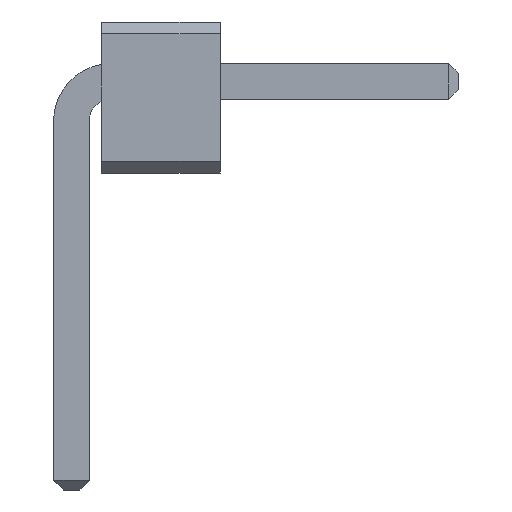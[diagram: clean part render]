
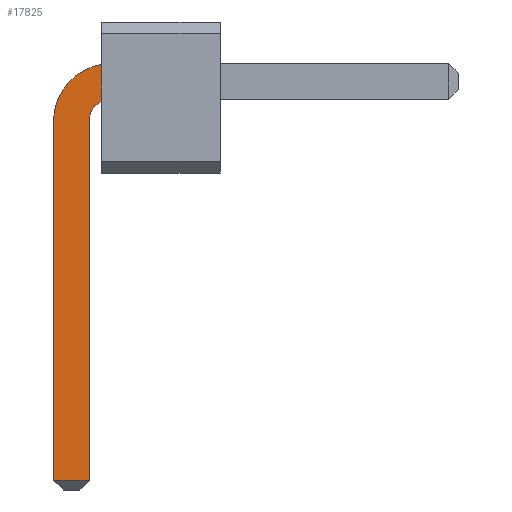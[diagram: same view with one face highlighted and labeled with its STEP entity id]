
A CAD part, front view. The second image highlights one B-rep face of the part: STEP entity #17825.
In plain terms, the highlighted planar face has unit normal (0, -1, 0).
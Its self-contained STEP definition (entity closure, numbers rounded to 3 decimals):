
#6000 = VERTEX_POINT('',#6001);
#6001 = CARTESIAN_POINT('',(0.25,-35.15,0.779));
#6007 = EDGE_CURVE('',#6000,#6008,#6010,.T.);
#6008 = VERTEX_POINT('',#6009);
#6009 = CARTESIAN_POINT('',(0.25,-35.15,0.467));
#6010 = LINE('',#6011,#6012);
#6011 = CARTESIAN_POINT('',(0.25,-35.15,0.1));
#6012 = VECTOR('',#6013,1.);
#6013 = DIRECTION('',(0.,0.,-1.));
#17806 = EDGE_CURVE('',#6008,#17807,#17809,.T.);
#17807 = VERTEX_POINT('',#17808);
#17808 = CARTESIAN_POINT('',(0.15,-35.15,0.335));
#17809 = CIRCLE('',#17810,0.194);
#17810 = AXIS2_PLACEMENT_3D('',#17811,#17812,#17813);
#17811 = CARTESIAN_POINT('',(0.34,-35.15,0.295));
#17812 = DIRECTION('',(0.,-1.,0.));
#17813 = DIRECTION('',(-0.207,0.,0.978
));
#17825 = ADVANCED_FACE('',(#17826),#17861,.F.);
#17826 = FACE_BOUND('',#17827,.F.);
#17827 = EDGE_LOOP('',(#17828,#17829,#17830,#17838,#17846,#17854));
#17828 = ORIENTED_EDGE('',*,*,#6007,.T.);
#17829 = ORIENTED_EDGE('',*,*,#17806,.T.);
#17830 = ORIENTED_EDGE('',*,*,#17831,.T.);
#17831 = EDGE_CURVE('',#17807,#17832,#17834,.T.);
#17832 = VERTEX_POINT('',#17833);
#17833 = CARTESIAN_POINT('',(0.15,-35.15,-2.72));
#17834 = LINE('',#17835,#17836);
#17835 = CARTESIAN_POINT('',(0.15,-35.15,0.335));
#17836 = VECTOR('',#17837,1.);
#17837 = DIRECTION('',(0.,0.,-1.));
#17838 = ORIENTED_EDGE('',*,*,#17839,.T.);
#17839 = EDGE_CURVE('',#17832,#17840,#17842,.T.);
#17840 = VERTEX_POINT('',#17841);
#17841 = CARTESIAN_POINT('',(-0.15,-35.15,-2.72));
#17842 = LINE('',#17843,#17844);
#17843 = CARTESIAN_POINT('',(0.15,-35.15,-2.72));
#17844 = VECTOR('',#17845,1.);
#17845 = DIRECTION('',(-1.,0.,0.));
#17846 = ORIENTED_EDGE('',*,*,#17847,.T.);
#17847 = EDGE_CURVE('',#17840,#17848,#17850,.T.);
#17848 = VERTEX_POINT('',#17849);
#17849 = CARTESIAN_POINT('',(-0.15,-35.15,0.335));
#17850 = LINE('',#17851,#17852);
#17851 = CARTESIAN_POINT('',(-0.15,-35.15,-2.8));
#17852 = VECTOR('',#17853,1.);
#17853 = DIRECTION('',(0.,0.,1.));
#17854 = ORIENTED_EDGE('',*,*,#17855,.T.);
#17855 = EDGE_CURVE('',#17848,#6000,#17856,.T.);
#17856 = CIRCLE('',#17857,0.485);
#17857 = AXIS2_PLACEMENT_3D('',#17858,#17859,#17860);
#17858 = CARTESIAN_POINT('',(0.333,-35.15,0.302));
#17859 = DIRECTION('',(0.,1.,0.));
#17860 = DIRECTION('',(-0.998,0.,
0.069));
#17861 = PLANE('',#17862);
#17862 = AXIS2_PLACEMENT_3D('',#17863,#17864,#17865);
#17863 = CARTESIAN_POINT('',(0.841,-35.15,-0.301));
#17864 = DIRECTION('',(0.,1.,-0.));
#17865 = DIRECTION('',(0.,0.,-1.));
